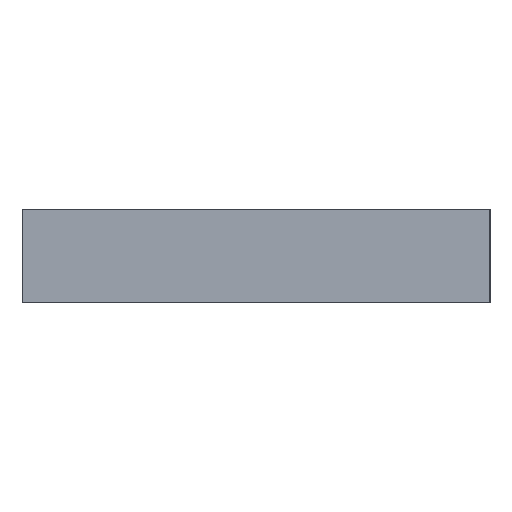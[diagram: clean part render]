
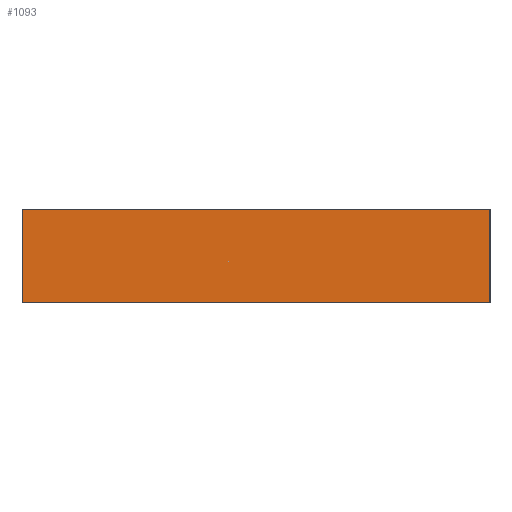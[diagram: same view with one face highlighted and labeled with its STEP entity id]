
A CAD part, left-side view. The second image highlights one B-rep face of the part: STEP entity #1093.
In plain terms, the highlighted planar face has unit normal (-1, 0, 0).
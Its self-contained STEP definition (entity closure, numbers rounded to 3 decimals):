
#9 = EDGE_CURVE ( 'NONE', #320, #7613, #1024, .T. ) ;
#29 = VECTOR ( 'NONE', #921, 1000. ) ;
#320 = VERTEX_POINT ( 'NONE', #1089 ) ;
#555 = DIRECTION ( 'NONE',  ( 0., 0., 1. ) ) ;
#657 = CARTESIAN_POINT ( 'NONE',  ( -200., -75., 0. ) ) ;
#662 = VECTOR ( 'NONE', #1869, 1000. ) ;
#921 = DIRECTION ( 'NONE',  ( 0., 0., -1. ) ) ;
#1024 = LINE ( 'NONE', #2074, #2588 ) ;
#1089 = CARTESIAN_POINT ( 'NONE',  ( -200., -75., 30. ) ) ;
#1093 = ADVANCED_FACE ( 'NONE', ( #1243 ), #4302, .F. ) ;
#1243 = FACE_OUTER_BOUND ( 'NONE', #1297, .T. ) ;
#1297 = EDGE_LOOP ( 'NONE', ( #7753, #2331, #1562, #3586 ) ) ;
#1301 = VECTOR ( 'NONE', #4560, 1000. ) ;
#1562 = ORIENTED_EDGE ( 'NONE', *, *, #9, .T. ) ;
#1869 = DIRECTION ( 'NONE',  ( 0., 0., -1. ) ) ;
#2074 = CARTESIAN_POINT ( 'NONE',  ( -200., -75., 30. ) ) ;
#2251 = EDGE_CURVE ( 'NONE', #2903, #2447, #7626, .T. ) ;
#2331 = ORIENTED_EDGE ( 'NONE', *, *, #7412, .F. ) ;
#2447 = VERTEX_POINT ( 'NONE', #6955 ) ;
#2488 = DIRECTION ( 'NONE',  ( 1., 0., 0. ) ) ;
#2588 = VECTOR ( 'NONE', #3366, 1000. ) ;
#2903 = VERTEX_POINT ( 'NONE', #657 ) ;
#2988 = LINE ( 'NONE', #6039, #662 ) ;
#3366 = DIRECTION ( 'NONE',  ( 0., 1., 0. ) ) ;
#3586 = ORIENTED_EDGE ( 'NONE', *, *, #6559, .T. ) ;
#3626 = AXIS2_PLACEMENT_3D ( 'NONE', #6868, #2488, #555 ) ;
#4302 = PLANE ( 'NONE',  #3626 ) ;
#4523 = CARTESIAN_POINT ( 'NONE',  ( -200., -75., 0. ) ) ;
#4560 = DIRECTION ( 'NONE',  ( 0., 1., 0. ) ) ;
#5245 = CARTESIAN_POINT ( 'NONE',  ( -200., 75., 30. ) ) ;
#6039 = CARTESIAN_POINT ( 'NONE',  ( -200., -75., 30. ) ) ;
#6559 = EDGE_CURVE ( 'NONE', #7613, #2447, #6996, .T. ) ;
#6868 = CARTESIAN_POINT ( 'NONE',  ( -200., -75., 30. ) ) ;
#6955 = CARTESIAN_POINT ( 'NONE',  ( -200., 75., 0. ) ) ;
#6996 = LINE ( 'NONE', #7037, #29 ) ;
#7037 = CARTESIAN_POINT ( 'NONE',  ( -200., 75., 30. ) ) ;
#7412 = EDGE_CURVE ( 'NONE', #320, #2903, #2988, .T. ) ;
#7613 = VERTEX_POINT ( 'NONE', #5245 ) ;
#7626 = LINE ( 'NONE', #4523, #1301 ) ;
#7753 = ORIENTED_EDGE ( 'NONE', *, *, #2251, .F. ) ;
